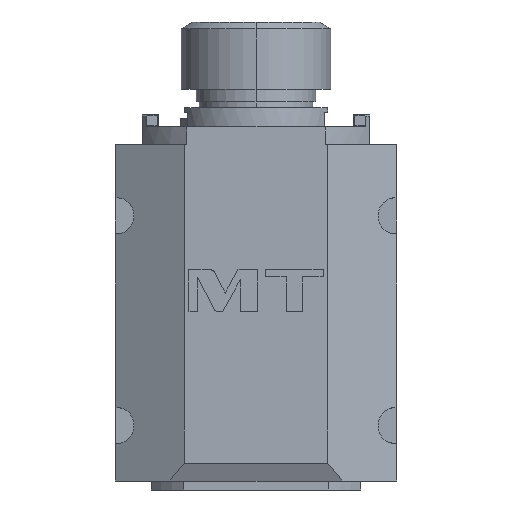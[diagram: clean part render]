
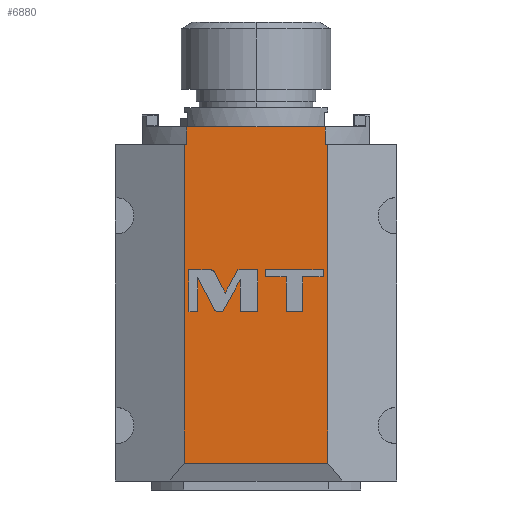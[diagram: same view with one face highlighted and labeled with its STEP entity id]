
A CAD part, left-side view. The second image highlights one B-rep face of the part: STEP entity #6880.
In plain terms, the highlighted planar face has unit normal (-1, 0, 0).
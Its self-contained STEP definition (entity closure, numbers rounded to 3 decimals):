
#861=DIRECTION('',(0.,0.,1.));
#862=VECTOR('',#861,6.);
#863=CARTESIAN_POINT('',(-110.,23.157,58.7));
#864=LINE('',#863,#862);
#945=DIRECTION('',(0.,0.,1.));
#946=VECTOR('',#945,6.);
#947=CARTESIAN_POINT('',(-110.,-23.157,58.7));
#948=LINE('',#947,#946);
#962=DIRECTION('',(0.,-1.,0.));
#963=VECTOR('',#962,0.843);
#964=CARTESIAN_POINT('',(-110.,24.,58.7));
#965=LINE('',#964,#963);
#966=DIRECTION('',(0.,1.,0.));
#967=VECTOR('',#966,46.314);
#968=CARTESIAN_POINT('',(-110.,-23.157,64.7));
#969=LINE('',#968,#967);
#970=DIRECTION('',(0.,-1.,0.));
#971=VECTOR('',#970,0.843);
#972=CARTESIAN_POINT('',(-110.,-23.157,58.7));
#973=LINE('',#972,#971);
#974=DIRECTION('',(0.,0.,1.));
#975=VECTOR('',#974,106.2);
#976=CARTESIAN_POINT('',(-110.,-24.,-47.5));
#977=LINE('',#976,#975);
#978=DIRECTION('',(0.,1.,0.));
#979=VECTOR('',#978,48.);
#980=CARTESIAN_POINT('',(-110.,-24.,-47.5));
#981=LINE('',#980,#979);
#982=DIRECTION('',(0.,0.,1.));
#983=VECTOR('',#982,106.2);
#984=CARTESIAN_POINT('',(-110.,24.,-47.5));
#985=LINE('',#984,#983);
#986=CARTESIAN_POINT('',(-110.,13.841,16.089));
#987=CARTESIAN_POINT('',(-110.,14.131,16.651));
#988=CARTESIAN_POINT('',(-110.,14.705,17.));
#989=CARTESIAN_POINT('',(-110.,15.337,17.));
#991=DIRECTION('',(0.,1.,0.));
#992=VECTOR('',#991,7.038);
#993=CARTESIAN_POINT('',(-110.,15.337,17.));
#994=LINE('',#993,#992);
#995=DIRECTION('',(0.,0.,-1.));
#996=VECTOR('',#995,14.);
#997=CARTESIAN_POINT('',(-110.,22.375,17.));
#998=LINE('',#997,#996);
#999=DIRECTION('',(0.,-1.,0.));
#1000=VECTOR('',#999,2.912);
#1001=CARTESIAN_POINT('',(-110.,22.375,3.));
#1002=LINE('',#1001,#1000);
#1003=DIRECTION('',(0.,0.,1.));
#1004=VECTOR('',#1003,11.341);
#1005=CARTESIAN_POINT('',(-110.,19.463,3.));
#1006=LINE('',#1005,#1004);
#1007=DIRECTION('',(0.,-0.459,-0.888));
#1008=VECTOR('',#1007,11.742);
#1009=CARTESIAN_POINT('',(-110.,19.463,14.341));
#1010=LINE('',#1009,#1008);
#1011=CARTESIAN_POINT('',(-110.,14.07,3.911));
#1012=CARTESIAN_POINT('',(-110.,13.779,3.348));
#1013=CARTESIAN_POINT('',(-110.,13.204,3.));
#1014=CARTESIAN_POINT('',(-110.,12.57,3.));
#1016=DIRECTION('',(0.,-1.,0.));
#1017=VECTOR('',#1016,1.46);
#1018=CARTESIAN_POINT('',(-110.,12.57,3.));
#1019=LINE('',#1018,#1017);
#1020=DIRECTION('',(0.,-0.481,0.877));
#1021=VECTOR('',#1020,12.147);
#1022=CARTESIAN_POINT('',(-110.,11.11,3.));
#1023=LINE('',#1022,#1021);
#1024=DIRECTION('',(0.,0.,-1.));
#1025=VECTOR('',#1024,10.648);
#1026=CARTESIAN_POINT('',(-110.,5.265,13.648));
#1027=LINE('',#1026,#1025);
#1028=DIRECTION('',(0.,-1.,0.));
#1029=VECTOR('',#1028,5.891);
#1030=CARTESIAN_POINT('',(-110.,5.265,3.));
#1031=LINE('',#1030,#1029);
#1032=DIRECTION('',(0.,0.,1.));
#1033=VECTOR('',#1032,14.);
#1034=CARTESIAN_POINT('',(-110.,-0.626,3.));
#1035=LINE('',#1034,#1033);
#1036=DIRECTION('',(0.,1.,0.));
#1037=VECTOR('',#1036,6.642);
#1038=CARTESIAN_POINT('',(-110.,-0.626,17.));
#1039=LINE('',#1038,#1037);
#1040=DIRECTION('',(0.,0.481,-0.877));
#1041=VECTOR('',#1040,8.878);
#1042=CARTESIAN_POINT('',(-110.,6.016,17.));
#1043=LINE('',#1042,#1041);
#1044=DIRECTION('',(0.,0.459,0.888));
#1045=VECTOR('',#1044,7.735);
#1046=CARTESIAN_POINT('',(-110.,10.288,9.218));
#1047=LINE('',#1046,#1045);
#1048=DIRECTION('',(0.,0.,-1.));
#1049=VECTOR('',#1048,11.616);
#1050=CARTESIAN_POINT('',(-110.,-10.041,14.616));
#1051=LINE('',#1050,#1049);
#1052=DIRECTION('',(0.,-1.,0.));
#1053=VECTOR('',#1052,5.546);
#1054=CARTESIAN_POINT('',(-110.,-10.041,3.));
#1055=LINE('',#1054,#1053);
#1056=DIRECTION('',(0.,0.,1.));
#1057=VECTOR('',#1056,11.616);
#1058=CARTESIAN_POINT('',(-110.,-15.587,3.));
#1059=LINE('',#1058,#1057);
#1060=DIRECTION('',(0.,-1.,0.));
#1061=VECTOR('',#1060,6.787);
#1062=CARTESIAN_POINT('',(-110.,-15.587,14.616));
#1063=LINE('',#1062,#1061);
#1064=DIRECTION('',(0.,0.,1.));
#1065=VECTOR('',#1064,2.384);
#1066=CARTESIAN_POINT('',(-110.,-22.374,14.616));
#1067=LINE('',#1066,#1065);
#1068=DIRECTION('',(0.,1.,0.));
#1069=VECTOR('',#1068,19.12);
#1070=CARTESIAN_POINT('',(-110.,-22.374,17.));
#1071=LINE('',#1070,#1069);
#1072=DIRECTION('',(0.,0.,-1.));
#1073=VECTOR('',#1072,2.384);
#1074=CARTESIAN_POINT('',(-110.,-3.254,17.));
#1075=LINE('',#1074,#1073);
#1076=DIRECTION('',(0.,-1.,0.));
#1077=VECTOR('',#1076,6.787);
#1078=CARTESIAN_POINT('',(-110.,-3.254,14.616));
#1079=LINE('',#1078,#1077);
#4790=CARTESIAN_POINT('',(-110.,24.,58.7));
#4792=VERTEX_POINT('',#4790);
#4794=CARTESIAN_POINT('',(-110.,-24.,58.7));
#4796=VERTEX_POINT('',#4794);
#4841=CARTESIAN_POINT('',(-110.,-24.,-47.5));
#4842=CARTESIAN_POINT('',(-110.,24.,-47.5));
#4843=VERTEX_POINT('',#4841);
#4844=VERTEX_POINT('',#4842);
#5522=CARTESIAN_POINT('',(-110.,-23.157,64.7));
#5523=CARTESIAN_POINT('',(-110.,23.157,64.7));
#5524=VERTEX_POINT('',#5522);
#5525=VERTEX_POINT('',#5523);
#5533=CARTESIAN_POINT('',(-110.,23.157,58.7));
#5535=VERTEX_POINT('',#5533);
#5536=CARTESIAN_POINT('',(-110.,-23.157,58.7));
#5538=VERTEX_POINT('',#5536);
#5715=CARTESIAN_POINT('',(-110.,13.841,16.089));
#5716=VERTEX_POINT('',#5715);
#5717=CARTESIAN_POINT('',(-110.,15.337,17.));
#5718=VERTEX_POINT('',#5717);
#5719=CARTESIAN_POINT('',(-110.,22.375,17.));
#5720=VERTEX_POINT('',#5719);
#5721=CARTESIAN_POINT('',(-110.,22.375,3.));
#5722=VERTEX_POINT('',#5721);
#5723=CARTESIAN_POINT('',(-110.,19.463,3.));
#5724=VERTEX_POINT('',#5723);
#5725=CARTESIAN_POINT('',(-110.,19.463,14.341));
#5726=VERTEX_POINT('',#5725);
#5727=CARTESIAN_POINT('',(-110.,14.07,3.911));
#5728=VERTEX_POINT('',#5727);
#5729=CARTESIAN_POINT('',(-110.,12.57,3.));
#5730=VERTEX_POINT('',#5729);
#5731=CARTESIAN_POINT('',(-110.,11.11,3.));
#5732=VERTEX_POINT('',#5731);
#5733=CARTESIAN_POINT('',(-110.,5.265,13.648));
#5734=VERTEX_POINT('',#5733);
#5735=CARTESIAN_POINT('',(-110.,5.265,3.));
#5736=VERTEX_POINT('',#5735);
#5737=CARTESIAN_POINT('',(-110.,-0.626,3.));
#5738=VERTEX_POINT('',#5737);
#5739=CARTESIAN_POINT('',(-110.,-0.626,17.));
#5740=VERTEX_POINT('',#5739);
#5741=CARTESIAN_POINT('',(-110.,6.016,17.));
#5742=VERTEX_POINT('',#5741);
#5743=CARTESIAN_POINT('',(-110.,10.288,9.218));
#5744=VERTEX_POINT('',#5743);
#5745=CARTESIAN_POINT('',(-110.,-10.041,14.616));
#5746=VERTEX_POINT('',#5745);
#5747=CARTESIAN_POINT('',(-110.,-10.041,3.));
#5748=VERTEX_POINT('',#5747);
#5749=CARTESIAN_POINT('',(-110.,-15.587,3.));
#5750=VERTEX_POINT('',#5749);
#5751=CARTESIAN_POINT('',(-110.,-15.587,14.616));
#5752=VERTEX_POINT('',#5751);
#5753=CARTESIAN_POINT('',(-110.,-22.374,14.616));
#5754=VERTEX_POINT('',#5753);
#5755=CARTESIAN_POINT('',(-110.,-22.374,17.));
#5756=VERTEX_POINT('',#5755);
#5757=CARTESIAN_POINT('',(-110.,-3.254,17.));
#5758=VERTEX_POINT('',#5757);
#5759=CARTESIAN_POINT('',(-110.,-3.254,14.616));
#5760=VERTEX_POINT('',#5759);
#6811=CARTESIAN_POINT('',(-110.,0.,0.));
#6812=DIRECTION('',(1.,0.,0.));
#6813=DIRECTION('',(0.,1.,0.));
#6814=AXIS2_PLACEMENT_3D('',#6811,#6812,#6813);
#6815=PLANE('',#6814);
#6816=ORIENTED_EDGE('',*,*,#6629,.T.);
#6817=ORIENTED_EDGE('',*,*,#6669,.T.);
#6819=ORIENTED_EDGE('',*,*,#6818,.F.);
#6820=ORIENTED_EDGE('',*,*,#6796,.F.);
#6821=ORIENTED_EDGE('',*,*,#6785,.T.);
#6823=ORIENTED_EDGE('',*,*,#6822,.F.);
#6825=ORIENTED_EDGE('',*,*,#6824,.T.);
#6827=ORIENTED_EDGE('',*,*,#6826,.T.);
#6828=EDGE_LOOP('',(#6816,#6817,#6819,#6820,#6821,#6823,#6825,#6827));
#6829=FACE_OUTER_BOUND('',#6828,.F.);
#6831=ORIENTED_EDGE('',*,*,#6830,.T.);
#6833=ORIENTED_EDGE('',*,*,#6832,.T.);
#6835=ORIENTED_EDGE('',*,*,#6834,.T.);
#6837=ORIENTED_EDGE('',*,*,#6836,.T.);
#6839=ORIENTED_EDGE('',*,*,#6838,.T.);
#6841=ORIENTED_EDGE('',*,*,#6840,.T.);
#6843=ORIENTED_EDGE('',*,*,#6842,.T.);
#6845=ORIENTED_EDGE('',*,*,#6844,.T.);
#6847=ORIENTED_EDGE('',*,*,#6846,.T.);
#6849=ORIENTED_EDGE('',*,*,#6848,.T.);
#6851=ORIENTED_EDGE('',*,*,#6850,.T.);
#6853=ORIENTED_EDGE('',*,*,#6852,.T.);
#6855=ORIENTED_EDGE('',*,*,#6854,.T.);
#6857=ORIENTED_EDGE('',*,*,#6856,.T.);
#6859=ORIENTED_EDGE('',*,*,#6858,.T.);
#6860=EDGE_LOOP('',(#6831,#6833,#6835,#6837,#6839,#6841,#6843,#6845,#6847,#6849,
#6851,#6853,#6855,#6857,#6859));
#6861=FACE_BOUND('',#6860,.F.);
#6863=ORIENTED_EDGE('',*,*,#6862,.T.);
#6865=ORIENTED_EDGE('',*,*,#6864,.T.);
#6867=ORIENTED_EDGE('',*,*,#6866,.T.);
#6869=ORIENTED_EDGE('',*,*,#6868,.T.);
#6871=ORIENTED_EDGE('',*,*,#6870,.T.);
#6873=ORIENTED_EDGE('',*,*,#6872,.T.);
#6875=ORIENTED_EDGE('',*,*,#6874,.T.);
#6877=ORIENTED_EDGE('',*,*,#6876,.T.);
#6878=EDGE_LOOP('',(#6863,#6865,#6867,#6869,#6871,#6873,#6875,#6877));
#6879=FACE_BOUND('',#6878,.F.);
#6880=ADVANCED_FACE('',(#6829,#6861,#6879),#6815,.F.);
#990=B_SPLINE_CURVE_WITH_KNOTS('',3,(#986,#987,#988,#989),.UNSPECIFIED.,.F.,.F.,
(4,4),(0.,1.),.UNSPECIFIED.);
#1015=B_SPLINE_CURVE_WITH_KNOTS('',3,(#1011,#1012,#1013,#1014),.UNSPECIFIED.,
.F.,.F.,(4,4),(0.,1.),.UNSPECIFIED.);
#6629=EDGE_CURVE('',#4792,#5535,#965,.T.);
#6669=EDGE_CURVE('',#5535,#5525,#864,.T.);
#6785=EDGE_CURVE('',#5538,#4796,#973,.T.);
#6796=EDGE_CURVE('',#5538,#5524,#948,.T.);
#6818=EDGE_CURVE('',#5524,#5525,#969,.T.);
#6822=EDGE_CURVE('',#4843,#4796,#977,.T.);
#6824=EDGE_CURVE('',#4843,#4844,#981,.T.);
#6826=EDGE_CURVE('',#4844,#4792,#985,.T.);
#6830=EDGE_CURVE('',#5716,#5718,#990,.T.);
#6832=EDGE_CURVE('',#5718,#5720,#994,.T.);
#6834=EDGE_CURVE('',#5720,#5722,#998,.T.);
#6836=EDGE_CURVE('',#5722,#5724,#1002,.T.);
#6838=EDGE_CURVE('',#5724,#5726,#1006,.T.);
#6840=EDGE_CURVE('',#5726,#5728,#1010,.T.);
#6842=EDGE_CURVE('',#5728,#5730,#1015,.T.);
#6844=EDGE_CURVE('',#5730,#5732,#1019,.T.);
#6846=EDGE_CURVE('',#5732,#5734,#1023,.T.);
#6848=EDGE_CURVE('',#5734,#5736,#1027,.T.);
#6850=EDGE_CURVE('',#5736,#5738,#1031,.T.);
#6852=EDGE_CURVE('',#5738,#5740,#1035,.T.);
#6854=EDGE_CURVE('',#5740,#5742,#1039,.T.);
#6856=EDGE_CURVE('',#5742,#5744,#1043,.T.);
#6858=EDGE_CURVE('',#5744,#5716,#1047,.T.);
#6862=EDGE_CURVE('',#5746,#5748,#1051,.T.);
#6864=EDGE_CURVE('',#5748,#5750,#1055,.T.);
#6866=EDGE_CURVE('',#5750,#5752,#1059,.T.);
#6868=EDGE_CURVE('',#5752,#5754,#1063,.T.);
#6870=EDGE_CURVE('',#5754,#5756,#1067,.T.);
#6872=EDGE_CURVE('',#5756,#5758,#1071,.T.);
#6874=EDGE_CURVE('',#5758,#5760,#1075,.T.);
#6876=EDGE_CURVE('',#5760,#5746,#1079,.T.);
